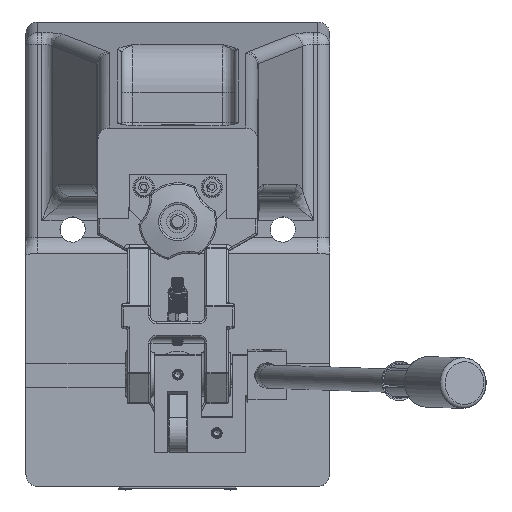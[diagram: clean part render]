
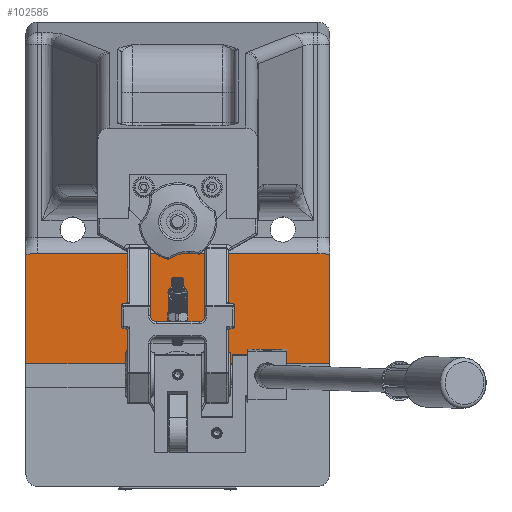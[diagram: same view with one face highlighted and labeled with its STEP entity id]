
A CAD part, top view. The second image highlights one B-rep face of the part: STEP entity #102585.
In plain terms, the highlighted planar face has unit normal (0, 0, 1).
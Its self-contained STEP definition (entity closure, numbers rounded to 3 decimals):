
#1768=B_SPLINE_CURVE_WITH_KNOTS('',3,(#151042,#151043,#151044,#151045,#151046,
#151047),.UNSPECIFIED.,.F.,.F.,(4,2,4),(0.,0.307,0.563),
 .UNSPECIFIED.);
#1769=B_SPLINE_CURVE_WITH_KNOTS('',3,(#151050,#151051,#151052,#151053,#151054,
#151055),.UNSPECIFIED.,.F.,.F.,(4,2,4),(-0.563,-0.307,
0.),.UNSPECIFIED.);
#7123=PLANE('',#107767);
#13784=LINE('',#151011,#23781);
#13786=LINE('',#151015,#23783);
#13792=LINE('',#151040,#23789);
#13793=LINE('',#151049,#23790);
#23781=VECTOR('',#120134,10.);
#23783=VECTOR('',#120138,10.);
#23789=VECTOR('',#120146,10.);
#23790=VECTOR('',#120147,10.);
#31110=FACE_OUTER_BOUND('',#36530,.T.);
#36530=EDGE_LOOP('',(#78297,#78298,#78299,#78300,#78301,#78302));
#45630=VERTEX_POINT('',#151008);
#45631=VERTEX_POINT('',#151010);
#45632=VERTEX_POINT('',#151014);
#45638=VERTEX_POINT('',#151039);
#45639=VERTEX_POINT('',#151041);
#45640=VERTEX_POINT('',#151048);
#57377=EDGE_CURVE('',#45631,#45630,#13784,.T.);
#57379=EDGE_CURVE('',#45631,#45632,#13786,.T.);
#57386=EDGE_CURVE('',#45638,#45630,#13792,.T.);
#57387=EDGE_CURVE('',#45639,#45638,#1768,.T.);
#57388=EDGE_CURVE('',#45640,#45639,#13793,.T.);
#57389=EDGE_CURVE('',#45632,#45640,#1769,.T.);
#78297=ORIENTED_EDGE('',*,*,#57377,.T.);
#78298=ORIENTED_EDGE('',*,*,#57386,.F.);
#78299=ORIENTED_EDGE('',*,*,#57387,.F.);
#78300=ORIENTED_EDGE('',*,*,#57388,.F.);
#78301=ORIENTED_EDGE('',*,*,#57389,.F.);
#78302=ORIENTED_EDGE('',*,*,#57379,.F.);
#102585=ADVANCED_FACE('',(#31110),#7123,.T.);
#107767=AXIS2_PLACEMENT_3D('',#151038,#120144,#120145);
#120134=DIRECTION('',(1.,0.,0.));
#120138=DIRECTION('',(0.,1.,0.));
#120144=DIRECTION('center_axis',(0.,0.,
1.));
#120145=DIRECTION('ref_axis',(0.707,-0.707,0.));
#120146=DIRECTION('',(0.,-1.,0.));
#120147=DIRECTION('',(1.,0.,0.));
#151008=CARTESIAN_POINT('',(156.,-246.554,58.5));
#151010=CARTESIAN_POINT('',(0.,-246.554,58.5));
#151011=CARTESIAN_POINT('',(78.775,-246.554,58.5));
#151014=CARTESIAN_POINT('',(0.,-190.322,58.5));
#151015=CARTESIAN_POINT('',(0.,-252.128,58.5));
#151038=CARTESIAN_POINT('Origin',(79.551,-249.701,58.5));
#151039=CARTESIAN_POINT('',(156.,-190.322,58.5));
#151040=CARTESIAN_POINT('',(156.,-160.128,58.5));
#151041=CARTESIAN_POINT('',(150.,-189.846,58.5));
#151042=CARTESIAN_POINT('Ctrl Pts',(150.,-189.846,58.5));
#151043=CARTESIAN_POINT('Ctrl Pts',(151.022,-189.846,
58.5));
#151044=CARTESIAN_POINT('Ctrl Pts',(152.142,-189.913,
58.5));
#151045=CARTESIAN_POINT('Ctrl Pts',(154.193,-190.114,58.5));
#151046=CARTESIAN_POINT('Ctrl Pts',(155.125,-190.229,
58.5));
#151047=CARTESIAN_POINT('Ctrl Pts',(156.,-190.322,
58.5));
#151048=CARTESIAN_POINT('',(6.,-189.846,58.5));
#151049=CARTESIAN_POINT('',(39.,-189.846,58.5));
#151050=CARTESIAN_POINT('Ctrl Pts',(0.,-190.322,
58.5));
#151051=CARTESIAN_POINT('Ctrl Pts',(0.875,-190.229,
58.5));
#151052=CARTESIAN_POINT('Ctrl Pts',(1.807,-190.114,58.5));
#151053=CARTESIAN_POINT('Ctrl Pts',(3.858,-189.913,
58.5));
#151054=CARTESIAN_POINT('Ctrl Pts',(4.978,-189.846,
58.5));
#151055=CARTESIAN_POINT('Ctrl Pts',(6.,-189.846,
58.5));
